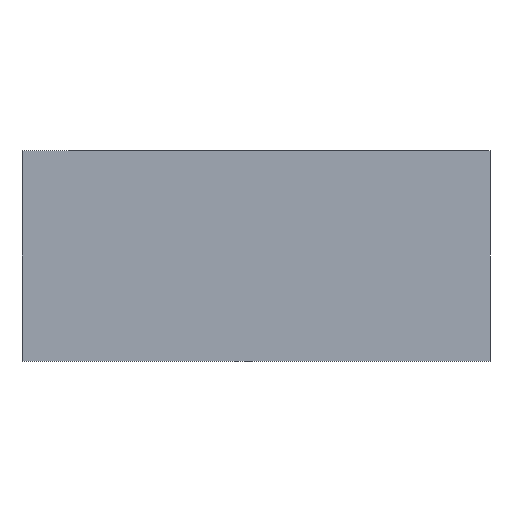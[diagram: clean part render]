
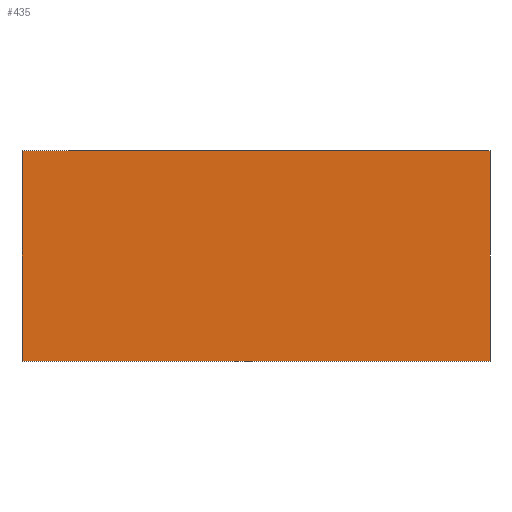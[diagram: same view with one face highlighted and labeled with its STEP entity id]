
A CAD part, front view. The second image highlights one B-rep face of the part: STEP entity #435.
In plain terms, the highlighted planar face has unit normal (0, -1, 0).
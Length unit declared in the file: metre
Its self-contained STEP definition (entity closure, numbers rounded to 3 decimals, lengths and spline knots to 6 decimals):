
#17=ORIENTED_EDGE('',*,*,#141,.T.);
#18=ORIENTED_EDGE('',*,*,#142,.T.);
#19=ORIENTED_EDGE('',*,*,#143,.F.);
#20=ORIENTED_EDGE('',*,*,#144,.F.);
#141=EDGE_CURVE('',#203,#204,#243,.T.);
#142=EDGE_CURVE('',#204,#205,#244,.T.);
#143=EDGE_CURVE('',#206,#205,#245,.T.);
#144=EDGE_CURVE('',#203,#206,#246,.T.);
#203=VERTEX_POINT('',#621);
#204=VERTEX_POINT('',#622);
#205=VERTEX_POINT('',#624);
#206=VERTEX_POINT('',#626);
#243=LINE('',#620,#305);
#244=LINE('',#623,#306);
#245=LINE('',#625,#307);
#246=LINE('',#627,#308);
#305=VECTOR('',#506,1.);
#306=VECTOR('',#507,1.);
#307=VECTOR('',#508,1.);
#308=VECTOR('',#509,1.);
#363=EDGE_LOOP('',(#17,#18,#19,#20));
#387=FACE_BOUND('',#363,.T.);
#411=PLANE('',#472);
#435=ADVANCED_FACE('',(#387),#411,.F.);
#472=AXIS2_PLACEMENT_3D('',#619,#504,#505);
#504=DIRECTION('',(0.,1.,0.));
#505=DIRECTION('',(0.,0.,1.));
#506=DIRECTION('',(-1.,0.,0.));
#507=DIRECTION('',(0.,0.,-1.));
#508=DIRECTION('',(-1.,0.,0.));
#509=DIRECTION('',(0.,0.,-1.));
#619=CARTESIAN_POINT('',(0.009,-0.0235,-0.0015));
#620=CARTESIAN_POINT('',(0.009,-0.0235,0.003));
#621=CARTESIAN_POINT('',(0.009,-0.0235,0.003));
#622=CARTESIAN_POINT('',(-0.011,-0.0235,0.003));
#623=CARTESIAN_POINT('',(-0.011,-0.0235,-0.0015));
#624=CARTESIAN_POINT('',(-0.011,-0.0235,-0.006));
#625=CARTESIAN_POINT('',(0.009,-0.0235,-0.006));
#626=CARTESIAN_POINT('',(0.009,-0.0235,-0.006));
#627=CARTESIAN_POINT('',(0.009,-0.0235,-0.0015));
